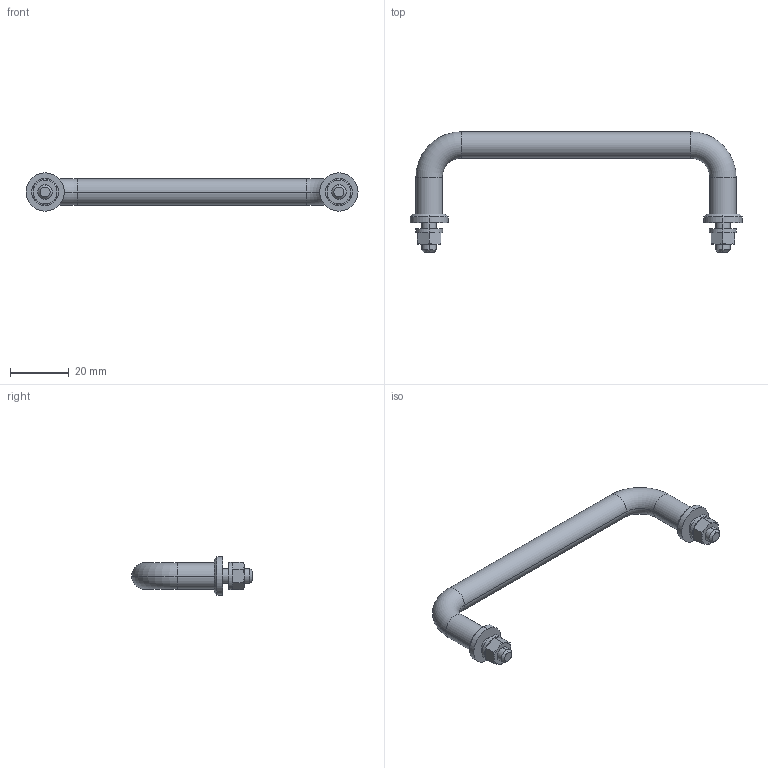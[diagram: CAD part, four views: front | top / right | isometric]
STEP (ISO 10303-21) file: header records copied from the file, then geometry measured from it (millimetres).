
FILE_DESCRIPTION (( 'STEP AP214' ), '1' );
FILE_NAME ('THA_240S_7.STEP', '2015-04-27T05:14:06', ( '' ), ( '' ), 'SwSTEP 2.0', 'SolidWorks 2015', '' );
FILE_SCHEMA (( 'AUTOMOTIVE_DESIGN' ));
Length unit declared in the file: millimetre
Products named in the file (5): pull; THA_240S_7; washer; nut; facing ring
Assembly tree (7 placements, depth 2):
  THA_240S_7
    pull
    facing ring  x2
    nut  x2
    washer  x2
Bounding box: 113 x 41 x 13 mm (x, y, z)
Volume: 10279.7 mm3; surface area: 6028.2 mm2
Topology: 7 solids, 7 shells, 90 faces, 186 edges, 114 vertices
Faces by surface type: cylinder 34, plane 30, cone 22, torus 4
Entity records: 1733 total; most frequent: CARTESIAN_POINT 301, DIRECTION 295, ORIENTED_EDGE 228, AXIS2_PLACEMENT_3D 127, EDGE_CURVE 114, VERTEX_POINT 69, EDGE_LOOP 65, CIRCLE 61
